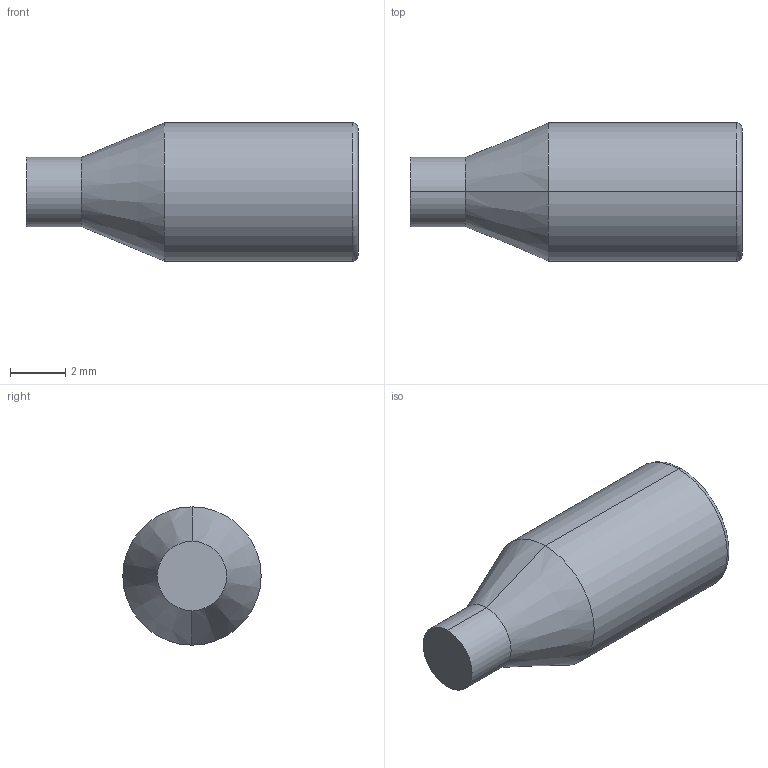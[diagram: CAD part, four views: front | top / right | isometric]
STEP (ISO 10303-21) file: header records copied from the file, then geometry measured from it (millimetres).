
FILE_DESCRIPTION (( 'STEP AP203' ), '1' );
FILE_NAME ('wirefemalered_Default_sldprt.STEP', '2024-01-25T07:28:22', ( '' ), ( '' ), 'SwSTEP 2.0', 'SolidWorks 2019', '' );
FILE_SCHEMA (( 'CONFIG_CONTROL_DESIGN' ));
Length unit declared in the file: metre
Products named in the file (1): wirefemalered_Default_sldprt
Bounding box: 12 x 5 x 5 mm (x, y, z)
Volume: 132.8 mm3; surface area: 239.9 mm2
Topology: 1 solids, 1 shells, 15 faces, 28 edges, 16 vertices
Faces by surface type: cylinder 6, torus 4, plane 3, cone 2
Entity records: 455 total; most frequent: DIRECTION 80, CARTESIAN_POINT 60, ORIENTED_EDGE 56, AXIS2_PLACEMENT_3D 36, EDGE_CURVE 28, CIRCLE 20, EDGE_LOOP 16, VERTEX_POINT 16
